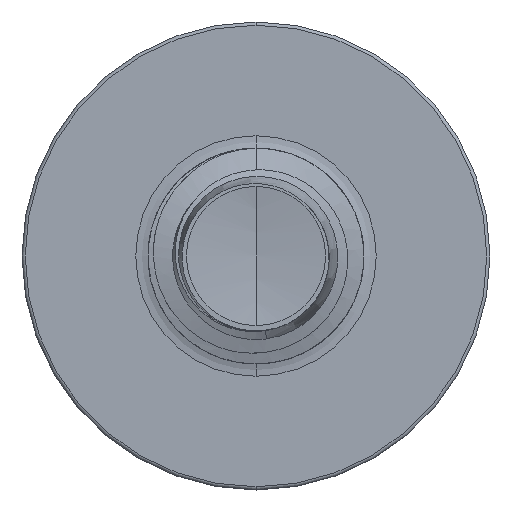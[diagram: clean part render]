
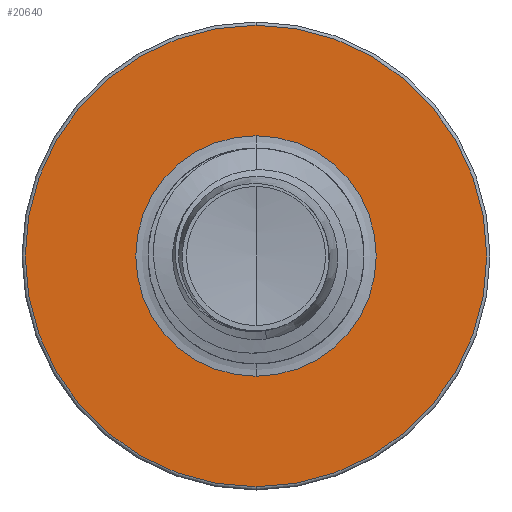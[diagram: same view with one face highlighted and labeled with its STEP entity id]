
A CAD part, front view. The second image highlights one B-rep face of the part: STEP entity #20640.
In plain terms, the highlighted planar face has unit normal (0, -1, 0).
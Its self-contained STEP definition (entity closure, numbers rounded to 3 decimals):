
#2037 = CARTESIAN_POINT ( 'NONE',  ( 0., 7., 1.67 ) ) ;
#3178 = CIRCLE ( 'NONE', #21249, 1.67 ) ;
#3941 = AXIS2_PLACEMENT_3D ( 'NONE', #17749, #17695, #17674 ) ;
#4094 = VERTEX_POINT ( 'NONE', #14708 ) ;
#5661 = AXIS2_PLACEMENT_3D ( 'NONE', #13318, #13313, #13290 ) ;
#6366 = FACE_BOUND ( 'NONE', #22091, .T. ) ;
#9483 = CIRCLE ( 'NONE', #21952, 3.205 ) ;
#10208 = ORIENTED_EDGE ( 'NONE', *, *, #20846, .F. ) ;
#10748 = CARTESIAN_POINT ( 'NONE',  ( 0., 7., -1.67 ) ) ;
#12031 = EDGE_CURVE ( 'NONE', #21217, #13241, #16971, .T. ) ;
#12112 = CARTESIAN_POINT ( 'NONE',  ( 0., 7., -3.205 ) ) ;
#12420 = CIRCLE ( 'NONE', #3941, 3.205 ) ;
#12729 = EDGE_LOOP ( 'NONE', ( #20555, #10208 ) ) ;
#13241 = VERTEX_POINT ( 'NONE', #2037 ) ;
#13290 = DIRECTION ( 'NONE',  ( 0., 0., 1. ) ) ;
#13313 = DIRECTION ( 'NONE',  ( 0., 1., 0. ) ) ;
#13318 = CARTESIAN_POINT ( 'NONE',  ( 0., 7., 0. ) ) ;
#13470 = FACE_OUTER_BOUND ( 'NONE', #12729, .T. ) ;
#14377 = DIRECTION ( 'NONE',  ( 0., 0., 1. ) ) ;
#14381 = DIRECTION ( 'NONE',  ( 0., 1., 0. ) ) ;
#14414 = CARTESIAN_POINT ( 'NONE',  ( 0., 7., 0. ) ) ;
#14473 = DIRECTION ( 'NONE',  ( 0., 0., 1. ) ) ;
#14476 = DIRECTION ( 'NONE',  ( 0., 1., 0. ) ) ;
#14509 = CARTESIAN_POINT ( 'NONE',  ( 0., 7., 0. ) ) ;
#14708 = CARTESIAN_POINT ( 'NONE',  ( 0., 7., 3.205 ) ) ;
#15684 = ORIENTED_EDGE ( 'NONE', *, *, #12031, .T. ) ;
#16971 = CIRCLE ( 'NONE', #5661, 1.67 ) ;
#17674 = DIRECTION ( 'NONE',  ( 0., 0., 1. ) ) ;
#17695 = DIRECTION ( 'NONE',  ( 0., 1., 0. ) ) ;
#17747 = AXIS2_PLACEMENT_3D ( 'NONE', #20336, #20324, #20311 ) ;
#17749 = CARTESIAN_POINT ( 'NONE',  ( 0., 7., 0. ) ) ;
#19555 = VERTEX_POINT ( 'NONE', #12112 ) ;
#19798 = EDGE_CURVE ( 'NONE', #4094, #19555, #12420, .T. ) ;
#20311 = DIRECTION ( 'NONE',  ( 0., 0., 1. ) ) ;
#20324 = DIRECTION ( 'NONE',  ( 0., 1., 0. ) ) ;
#20336 = CARTESIAN_POINT ( 'NONE',  ( 0., 7., -1.67 ) ) ;
#20455 = PLANE ( 'NONE',  #17747 ) ;
#20555 = ORIENTED_EDGE ( 'NONE', *, *, #19798, .F. ) ;
#20640 = ADVANCED_FACE ( 'NONE', ( #13470, #6366 ), #20455, .F. ) ;
#20845 = EDGE_CURVE ( 'NONE', #13241, #21217, #3178, .T. ) ;
#20846 = EDGE_CURVE ( 'NONE', #19555, #4094, #9483, .T. ) ;
#21217 = VERTEX_POINT ( 'NONE', #10748 ) ;
#21249 = AXIS2_PLACEMENT_3D ( 'NONE', #14509, #14476, #14473 ) ;
#21326 = ORIENTED_EDGE ( 'NONE', *, *, #20845, .T. ) ;
#21952 = AXIS2_PLACEMENT_3D ( 'NONE', #14414, #14381, #14377 ) ;
#22091 = EDGE_LOOP ( 'NONE', ( #21326, #15684 ) ) ;
